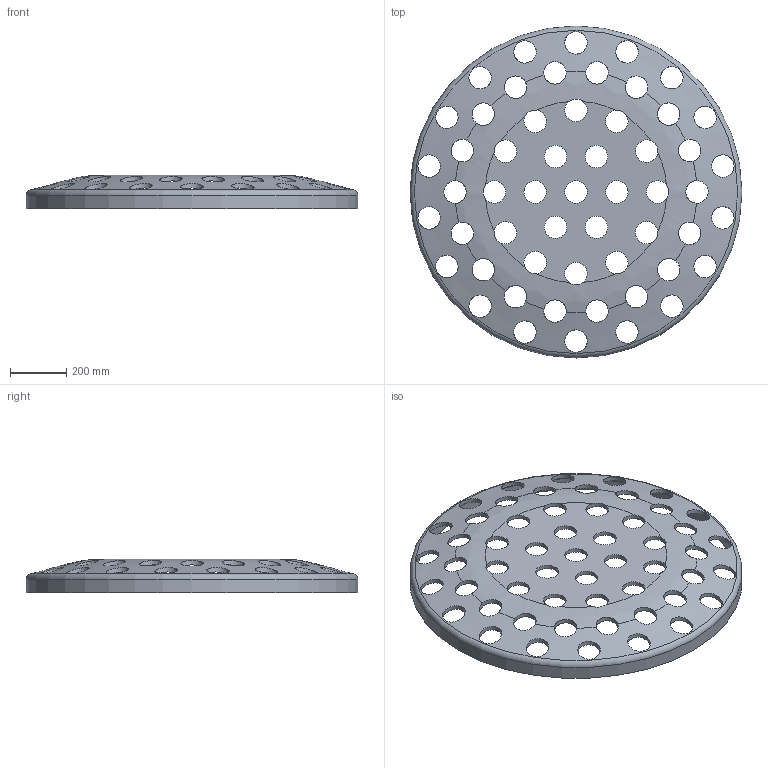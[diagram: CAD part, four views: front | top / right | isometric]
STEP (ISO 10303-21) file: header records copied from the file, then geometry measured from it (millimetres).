
FILE_DESCRIPTION(/* description */ (''),/* implementation_level */ '2;1');
FILE_NAME(/* name */ '16191.070X_3D.stp',/* time_stamp */ '2024-12-12T06:56:09+01:00',/* author */ ('CAD'),/* organization */ (''),/* preprocessor_version */ 'ST-DEVELOPER v20',/* originating_system */ 'AutoCAD Mechanical',/* authorisation */ '');
FILE_SCHEMA (('AUTOMOTIVE_DESIGN { 1 0 10303 214 3 1 1 }'));
Length unit declared in the file: centimetre
Products named in the file (1): Product
Bounding box: 1180 x 1180 x 120 mm (x, y, z)
Volume: 15094739.4 mm3; surface area: 2270021.3 mm2
Topology: 1 solids, 1 shells, 66 faces, 369 edges, 246 vertices
Faces by surface type: cylinder 57, plane 3, bspline 2, cone 2, torus 2
Full cylindrical faces by diameter (mm): 80 x55, 1150 x1, 1180 x1
Entity records: 8184 total; most frequent: CARTESIAN_POINT 5352, ORIENTED_EDGE 738, DIRECTION 461, EDGE_CURVE 369, VERTEX_POINT 246, AXIS2_PLACEMENT_3D 201, B_SPLINE_CURVE_WITH_KNOTS 172, CIRCLE 136
